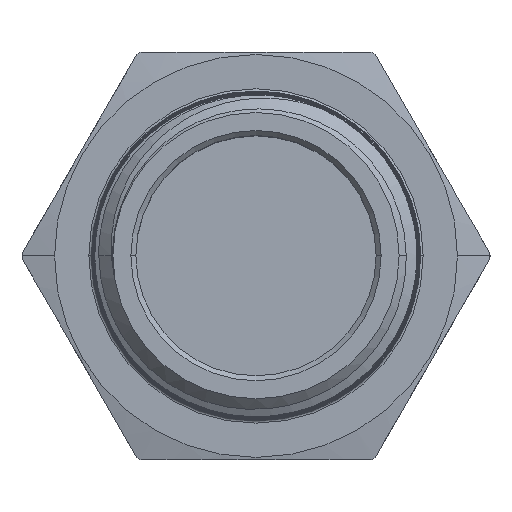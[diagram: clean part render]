
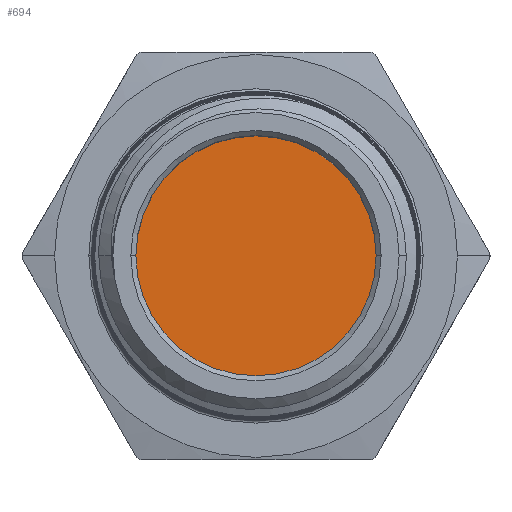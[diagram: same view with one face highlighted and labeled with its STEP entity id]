
A CAD part, top view. The second image highlights one B-rep face of the part: STEP entity #694.
In plain terms, the highlighted planar face has unit normal (0, 0, 1).
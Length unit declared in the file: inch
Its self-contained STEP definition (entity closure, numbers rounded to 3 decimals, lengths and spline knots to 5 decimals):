
#694 = ADVANCED_FACE ( 'NONE', ( #4596 ), #6749, .F. ) ;
#915 = EDGE_CURVE ( 'NONE', #2369, #2368, #6136, .T. ) ;
#919 = EDGE_CURVE ( 'NONE', #2368, #2369, #6139, .T. ) ;
#939 = AXIS2_PLACEMENT_3D ( 'NONE', #6747, #6742, #6741 ) ;
#1423 = CARTESIAN_POINT ( 'NONE',  ( -0.52, 0., 0.04748 ) ) ;
#1448 = CARTESIAN_POINT ( 'NONE',  ( 0.52, 0., 0.04748 ) ) ;
#2319 = AXIS2_PLACEMENT_3D ( 'NONE', #3250, #3251, #3252 ) ;
#2321 = AXIS2_PLACEMENT_3D ( 'NONE', #3262, #3263, #3264 ) ;
#2368 = VERTEX_POINT ( 'NONE', #1423 ) ;
#2369 = VERTEX_POINT ( 'NONE', #1448 ) ;
#3250 = CARTESIAN_POINT ( 'NONE',  ( 0., 0., 0.04748 ) ) ;
#3251 = DIRECTION ( 'NONE',  ( 0., 0., -1. ) ) ;
#3252 = DIRECTION ( 'NONE',  ( -1., 0., 0. ) ) ;
#3262 = CARTESIAN_POINT ( 'NONE',  ( 0., 0., 0.04748 ) ) ;
#3263 = DIRECTION ( 'NONE',  ( 0., 0., -1. ) ) ;
#3264 = DIRECTION ( 'NONE',  ( -1., 0., 0. ) ) ;
#4596 = FACE_OUTER_BOUND ( 'NONE', #6176, .T. ) ;
#6136 = CIRCLE ( 'NONE', #2319, 0.52 ) ;
#6139 = CIRCLE ( 'NONE', #2321, 0.52 ) ;
#6176 = EDGE_LOOP ( 'NONE', ( #6462, #6456 ) ) ;
#6456 = ORIENTED_EDGE ( 'NONE', *, *, #919, .F. ) ;
#6462 = ORIENTED_EDGE ( 'NONE', *, *, #915, .F. ) ;
#6741 = DIRECTION ( 'NONE',  ( -1., 0., 0. ) ) ;
#6742 = DIRECTION ( 'NONE',  ( 0., 0., -1. ) ) ;
#6747 = CARTESIAN_POINT ( 'NONE',  ( 0., 0., 0.04748 ) ) ;
#6749 = PLANE ( 'NONE',  #939 ) ;
